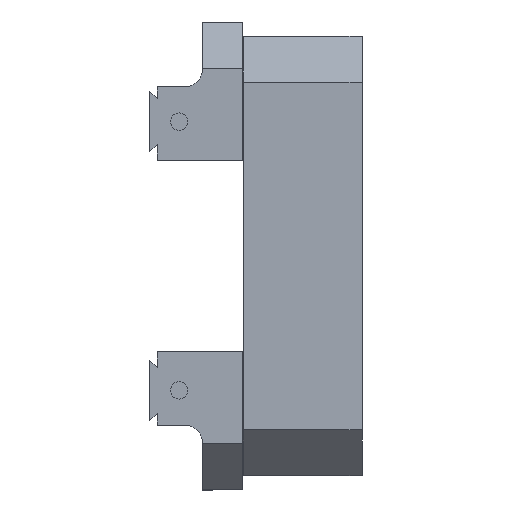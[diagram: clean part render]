
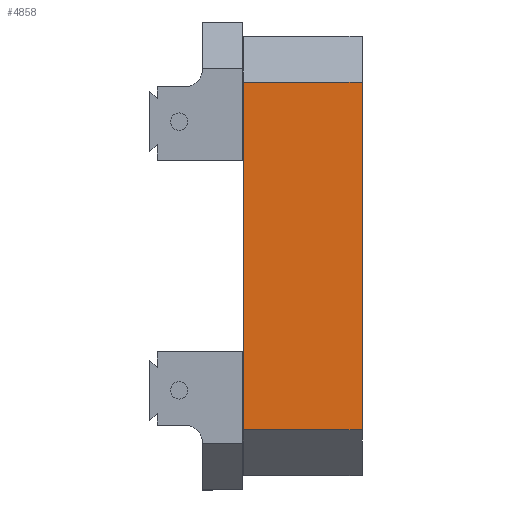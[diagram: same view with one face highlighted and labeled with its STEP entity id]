
A CAD part, left-side view. The second image highlights one B-rep face of the part: STEP entity #4858.
In plain terms, the highlighted planar face has unit normal (-1, 0, 0).
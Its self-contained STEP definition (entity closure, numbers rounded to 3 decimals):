
#237 = CARTESIAN_POINT ( 'NONE',  ( 0., 41.275, 152.4 ) ) ;
#413 = EDGE_CURVE ( 'NONE', #3461, #705, #4176, .T. ) ;
#633 = VECTOR ( 'NONE', #1700, 1000. ) ;
#635 = CARTESIAN_POINT ( 'NONE',  ( 0., 41.275, 15.875 ) ) ;
#705 = VERTEX_POINT ( 'NONE', #635 ) ;
#1600 = DIRECTION ( 'NONE',  ( 1., 0., 0. ) ) ;
#1700 = DIRECTION ( 'NONE',  ( 0., 1., 0. ) ) ;
#1755 = LINE ( 'NONE', #2047, #4272 ) ;
#1790 = AXIS2_PLACEMENT_3D ( 'NONE', #5166, #1600, #6158 ) ;
#2047 = CARTESIAN_POINT ( 'NONE',  ( 0., 0., 152.4 ) ) ;
#2142 = VECTOR ( 'NONE', #4860, 1000. ) ;
#2152 = LINE ( 'NONE', #4708, #633 ) ;
#2181 = CARTESIAN_POINT ( 'NONE',  ( 0., 41.275, 136.525 ) ) ;
#2473 = CARTESIAN_POINT ( 'NONE',  ( 0., 0., 136.525 ) ) ;
#2785 = DIRECTION ( 'NONE',  ( 0., 0., -1. ) ) ;
#3146 = PLANE ( 'NONE',  #1790 ) ;
#3295 = ORIENTED_EDGE ( 'NONE', *, *, #413, .F. ) ;
#3461 = VERTEX_POINT ( 'NONE', #5542 ) ;
#3561 = DIRECTION ( 'NONE',  ( 0., 0., -1. ) ) ;
#3599 = EDGE_CURVE ( 'NONE', #4072, #3461, #1755, .T. ) ;
#3770 = EDGE_CURVE ( 'NONE', #4072, #4443, #2152, .T. ) ;
#3833 = CARTESIAN_POINT ( 'NONE',  ( 0., 0., 15.875 ) ) ;
#4072 = VERTEX_POINT ( 'NONE', #2473 ) ;
#4176 = LINE ( 'NONE', #3833, #2142 ) ;
#4272 = VECTOR ( 'NONE', #3561, 1000. ) ;
#4443 = VERTEX_POINT ( 'NONE', #2181 ) ;
#4459 = VECTOR ( 'NONE', #2785, 1000. ) ;
#4497 = ORIENTED_EDGE ( 'NONE', *, *, #3599, .F. ) ;
#4567 = ORIENTED_EDGE ( 'NONE', *, *, #5823, .T. ) ;
#4708 = CARTESIAN_POINT ( 'NONE',  ( 0., 0., 136.525 ) ) ;
#4858 = ADVANCED_FACE ( 'NONE', ( #5281 ), #3146, .F. ) ;
#4860 = DIRECTION ( 'NONE',  ( 0., 1., 0. ) ) ;
#5166 = CARTESIAN_POINT ( 'NONE',  ( 0., 0., 152.4 ) ) ;
#5281 = FACE_OUTER_BOUND ( 'NONE', #6383, .T. ) ;
#5346 = ORIENTED_EDGE ( 'NONE', *, *, #3770, .T. ) ;
#5542 = CARTESIAN_POINT ( 'NONE',  ( 0., 0., 15.875 ) ) ;
#5811 = LINE ( 'NONE', #237, #4459 ) ;
#5823 = EDGE_CURVE ( 'NONE', #4443, #705, #5811, .T. ) ;
#6158 = DIRECTION ( 'NONE',  ( 0., 0., -1. ) ) ;
#6383 = EDGE_LOOP ( 'NONE', ( #4497, #5346, #4567, #3295 ) ) ;
